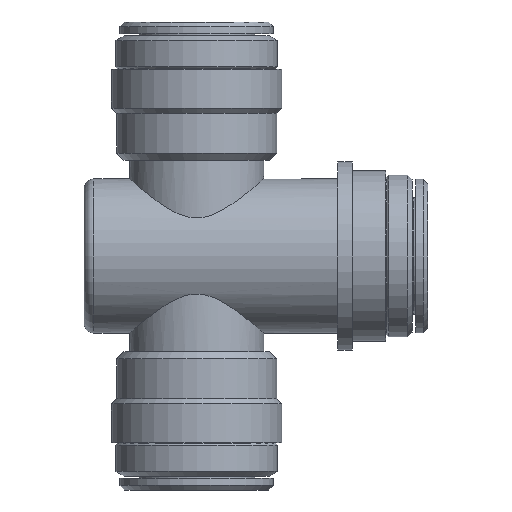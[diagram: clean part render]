
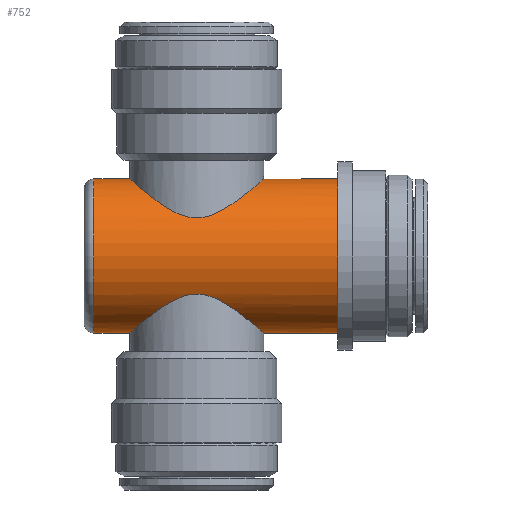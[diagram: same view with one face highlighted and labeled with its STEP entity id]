
A CAD part, left-side view. The second image highlights one B-rep face of the part: STEP entity #752.
In plain terms, the highlighted cylindrical face has radius 16.1 mm (diameter 32.2 mm), a full revolution.
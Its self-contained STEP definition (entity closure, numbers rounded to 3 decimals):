
#64=B_SPLINE_CURVE_WITH_KNOTS('',3,(#1250,#1251,#1252,#1253,#1254,#1255,
#1256,#1257,#1258,#1259,#1260,#1261,#1262,#1263,#1264,#1265,#1266,#1267,
#1268,#1269,#1270,#1271,#1272,#1273,#1274,#1275,#1276,#1277,#1278,#1279,
#1280,#1281),.UNSPECIFIED.,.T.,.F.,(1,1,1,1,1,1,1,1,1,1,1,1,1,1,1,1,1,1,
1,1,1,1,1,1,1,1,1,1,1,1,1,1,1,1,1,1),(-0.009,-0.006,
-0.003,0.,0.003,0.006,0.009,
0.012,0.018,0.021,0.024,
0.027,0.03,0.036,0.038,
0.041,0.044,0.047,0.05,
0.053,0.056,0.059,0.062,
0.065,0.071,0.074,0.077,
0.08,0.083,0.086,0.089,
0.092,0.095,0.098,0.101,
0.104),.UNSPECIFIED.);
#65=B_SPLINE_CURVE_WITH_KNOTS('',3,(#1336,#1337,#1338,#1339,#1340,#1341,
#1342,#1343,#1344,#1345,#1346,#1347,#1348,#1349,#1350,#1351,#1352,#1353,
#1354,#1355,#1356,#1357,#1358,#1359,#1360,#1361,#1362,#1363,#1364,#1365,
#1366,#1367),.UNSPECIFIED.,.T.,.F.,(1,1,1,1,1,1,1,1,1,1,1,1,1,1,1,1,1,1,
1,1,1,1,1,1,1,1,1,1,1,1,1,1,1,1,1,1),(-0.009,-0.006,
-0.003,0.,0.003,0.006,0.009,
0.012,0.018,0.021,0.024,
0.027,0.03,0.036,0.038,
0.041,0.044,0.047,0.05,
0.053,0.056,0.059,0.062,
0.065,0.071,0.074,0.077,
0.08,0.083,0.086,0.089,
0.092,0.095,0.098,0.101,
0.104),.UNSPECIFIED.);
#106=ORIENTED_EDGE('',*,*,#234,.F.);
#107=ORIENTED_EDGE('',*,*,#235,.T.);
#108=ORIENTED_EDGE('',*,*,#236,.T.);
#109=ORIENTED_EDGE('',*,*,#216,.T.);
#216=EDGE_CURVE('',#288,#288,#64,.T.);
#234=EDGE_CURVE('',#306,#306,#375,.T.);
#235=EDGE_CURVE('',#307,#307,#65,.T.);
#236=EDGE_CURVE('',#308,#308,#376,.T.);
#288=VERTEX_POINT('',#1282);
#306=VERTEX_POINT('',#1335);
#307=VERTEX_POINT('',#1368);
#308=VERTEX_POINT('',#1370);
#375=CIRCLE('',#857,16.1);
#376=CIRCLE('',#858,16.1);
#461=EDGE_LOOP('',(#106));
#462=EDGE_LOOP('',(#107));
#463=EDGE_LOOP('',(#108));
#464=EDGE_LOOP('',(#109));
#603=FACE_BOUND('',#461,.T.);
#604=FACE_BOUND('',#462,.T.);
#605=FACE_BOUND('',#463,.T.);
#606=FACE_BOUND('',#464,.T.);
#716=CYLINDRICAL_SURFACE('',#856,16.1);
#752=ADVANCED_FACE('',(#603,#604,#605,#606),#716,.T.);
#856=AXIS2_PLACEMENT_3D('',#1333,#1037,#1038);
#857=AXIS2_PLACEMENT_3D('',#1334,#1039,#1040);
#858=AXIS2_PLACEMENT_3D('',#1369,#1041,#1042);
#1037=DIRECTION('',(0.,-1.,0.));
#1038=DIRECTION('',(0.,0.,-1.));
#1039=DIRECTION('',(0.,-1.,0.));
#1040=DIRECTION('',(0.,0.,-1.));
#1041=DIRECTION('',(0.,-1.,0.));
#1042=DIRECTION('',(0.,0.,-1.));
#1250=CARTESIAN_POINT('',(-13.78,-2.974,8.352));
#1251=CARTESIAN_POINT('',(-14.11,0.003,7.75));
#1252=CARTESIAN_POINT('',(-13.78,2.964,8.351));
#1253=CARTESIAN_POINT('',(-12.95,5.528,9.62));
#1254=CARTESIAN_POINT('',(-11.716,7.804,11.107));
#1255=CARTESIAN_POINT('',(-9.591,10.446,13.087));
#1256=CARTESIAN_POINT('',(-6.642,12.576,14.871));
#1257=CARTESIAN_POINT('',(-2.99,13.782,15.91));
#1258=CARTESIAN_POINT('',(-0.021,14.107,16.193));
#1259=CARTESIAN_POINT('',(2.952,13.791,15.918));
#1260=CARTESIAN_POINT('',(6.624,12.586,14.88));
#1261=CARTESIAN_POINT('',(9.57,10.468,13.103));
#1262=CARTESIAN_POINT('',(11.711,7.812,11.112));
#1263=CARTESIAN_POINT('',(12.944,5.543,9.629));
#1264=CARTESIAN_POINT('',(13.78,2.968,8.351));
#1265=CARTESIAN_POINT('',(14.109,0.003,7.752));
#1266=CARTESIAN_POINT('',(13.784,-2.953,8.346));
#1267=CARTESIAN_POINT('',(12.946,-5.536,9.625));
#1268=CARTESIAN_POINT('',(11.728,-7.787,11.095));
#1269=CARTESIAN_POINT('',(10.107,-9.802,12.603));
#1270=CARTESIAN_POINT('',(8.13,-11.501,13.972));
#1271=CARTESIAN_POINT('',(4.932,-13.339,15.519));
#1272=CARTESIAN_POINT('',(1.031,-14.213,16.286));
#1273=CARTESIAN_POINT('',(-2.942,-13.793,15.919));
#1274=CARTESIAN_POINT('',(-5.696,-12.893,15.144));
#1275=CARTESIAN_POINT('',(-8.105,-11.52,13.988));
#1276=CARTESIAN_POINT('',(-10.09,-9.82,12.617));
#1277=CARTESIAN_POINT('',(-11.716,-7.805,11.107));
#1278=CARTESIAN_POINT('',(-12.938,-5.553,9.635));
#1279=CARTESIAN_POINT('',(-13.78,-2.974,8.352));
#1280=CARTESIAN_POINT('',(-14.11,0.003,7.75));
#1281=CARTESIAN_POINT('',(-13.78,2.964,8.351));
#1282=CARTESIAN_POINT('',(-14.,0.,7.95));
#1333=CARTESIAN_POINT('',(0.,-48.3,0.));
#1334=CARTESIAN_POINT('',(0.,-29.5,0.));
#1335=CARTESIAN_POINT('',(0.,-29.5,-16.1));
#1336=CARTESIAN_POINT('',(-13.78,2.974,-8.352));
#1337=CARTESIAN_POINT('',(-14.11,-0.003,-7.75));
#1338=CARTESIAN_POINT('',(-13.78,-2.964,-8.351));
#1339=CARTESIAN_POINT('',(-12.95,-5.528,-9.62));
#1340=CARTESIAN_POINT('',(-11.716,-7.804,-11.107));
#1341=CARTESIAN_POINT('',(-9.591,-10.446,-13.087));
#1342=CARTESIAN_POINT('',(-6.642,-12.576,-14.871));
#1343=CARTESIAN_POINT('',(-2.99,-13.782,-15.91));
#1344=CARTESIAN_POINT('',(-0.021,-14.107,-16.193));
#1345=CARTESIAN_POINT('',(2.952,-13.791,-15.918));
#1346=CARTESIAN_POINT('',(6.624,-12.586,-14.88));
#1347=CARTESIAN_POINT('',(9.57,-10.468,-13.103));
#1348=CARTESIAN_POINT('',(11.711,-7.812,-11.112));
#1349=CARTESIAN_POINT('',(12.944,-5.543,-9.629));
#1350=CARTESIAN_POINT('',(13.78,-2.968,-8.351));
#1351=CARTESIAN_POINT('',(14.109,-0.003,-7.752));
#1352=CARTESIAN_POINT('',(13.784,2.953,-8.346));
#1353=CARTESIAN_POINT('',(12.946,5.536,-9.625));
#1354=CARTESIAN_POINT('',(11.728,7.787,-11.095));
#1355=CARTESIAN_POINT('',(10.107,9.802,-12.603));
#1356=CARTESIAN_POINT('',(8.13,11.501,-13.972));
#1357=CARTESIAN_POINT('',(4.932,13.339,-15.519));
#1358=CARTESIAN_POINT('',(1.031,14.213,-16.286));
#1359=CARTESIAN_POINT('',(-2.942,13.793,-15.919));
#1360=CARTESIAN_POINT('',(-5.696,12.893,-15.144));
#1361=CARTESIAN_POINT('',(-8.105,11.52,-13.988));
#1362=CARTESIAN_POINT('',(-10.09,9.82,-12.617));
#1363=CARTESIAN_POINT('',(-11.716,7.805,-11.107));
#1364=CARTESIAN_POINT('',(-12.938,5.553,-9.635));
#1365=CARTESIAN_POINT('',(-13.78,2.974,-8.352));
#1366=CARTESIAN_POINT('',(-14.11,-0.003,-7.75));
#1367=CARTESIAN_POINT('',(-13.78,-2.964,-8.351));
#1368=CARTESIAN_POINT('',(-14.,0.,-7.95));
#1369=CARTESIAN_POINT('',(0.,21.5,0.));
#1370=CARTESIAN_POINT('',(0.,21.5,-16.1));
